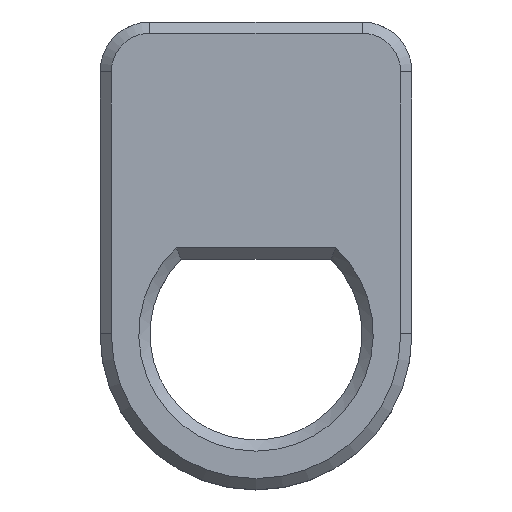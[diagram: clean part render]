
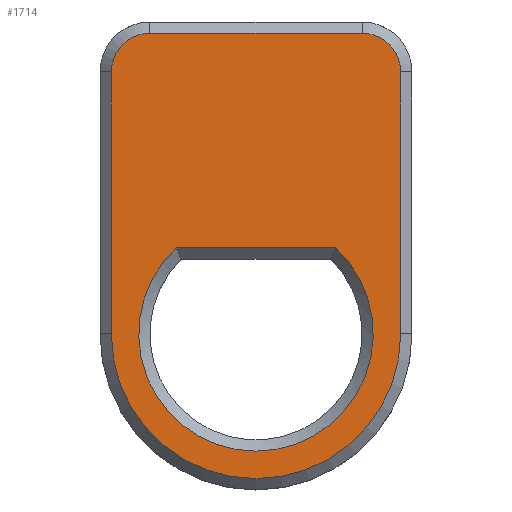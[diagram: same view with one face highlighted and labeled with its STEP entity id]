
A CAD part, top view. The second image highlights one B-rep face of the part: STEP entity #1714.
In plain terms, the highlighted planar face has unit normal (0, 0, 1).
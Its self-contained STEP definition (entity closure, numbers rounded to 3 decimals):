
#72 = PLANE('',#73);
#73 = AXIS2_PLACEMENT_3D('',#74,#75,#76);
#74 = CARTESIAN_POINT('',(-12.05,21.,4.55));
#75 = DIRECTION('',(0.707,0.,-0.707));
#76 = DIRECTION('',(-0.,1.,-0.));
#402 = CONICAL_SURFACE('',#403,4.,0.785);
#403 = AXIS2_PLACEMENT_3D('',#404,#405,#406);
#404 = CARTESIAN_POINT('',(-8.5,21.,4.1));
#405 = DIRECTION('',(-0.,-0.,-1.));
#406 = DIRECTION('',(0.,1.,0.));
#499 = VERTEX_POINT('',#500);
#500 = CARTESIAN_POINT('',(-11.6,21.,5.));
#523 = VERTEX_POINT('',#524);
#524 = CARTESIAN_POINT('',(-11.6,0.,5.));
#538 = CONICAL_SURFACE('',#539,12.5,0.785);
#539 = AXIS2_PLACEMENT_3D('',#540,#541,#542);
#540 = CARTESIAN_POINT('',(0.,0.,4.1));
#541 = DIRECTION('',(-0.,-0.,-1.));
#542 = DIRECTION('',(-1.,0.,0.));
#550 = EDGE_CURVE('',#499,#523,#551,.T.);
#551 = SURFACE_CURVE('',#552,(#556,#563),.PCURVE_S1.);
#552 = LINE('',#553,#554);
#553 = CARTESIAN_POINT('',(-11.6,21.,5.));
#554 = VECTOR('',#555,1.);
#555 = DIRECTION('',(0.,-1.,0.));
#556 = PCURVE('',#72,#557);
#557 = DEFINITIONAL_REPRESENTATION('',(#558),#562);
#558 = LINE('',#559,#560);
#559 = CARTESIAN_POINT('',(-0.,0.636));
#560 = VECTOR('',#561,1.);
#561 = DIRECTION('',(-1.,0.));
#562 = ( GEOMETRIC_REPRESENTATION_CONTEXT(2) 
PARAMETRIC_REPRESENTATION_CONTEXT() REPRESENTATION_CONTEXT('2D SPACE',''
  ) );
#563 = PCURVE('',#564,#569);
#564 = PLANE('',#565);
#565 = AXIS2_PLACEMENT_3D('',#566,#567,#568);
#566 = CARTESIAN_POINT('',(0.,5.649,5.));
#567 = DIRECTION('',(0.,0.,1.));
#568 = DIRECTION('',(1.,0.,0.));
#569 = DEFINITIONAL_REPRESENTATION('',(#570),#574);
#570 = LINE('',#571,#572);
#571 = CARTESIAN_POINT('',(-11.6,15.351));
#572 = VECTOR('',#573,1.);
#573 = DIRECTION('',(0.,-1.));
#574 = ( GEOMETRIC_REPRESENTATION_CONTEXT(2) 
PARAMETRIC_REPRESENTATION_CONTEXT() REPRESENTATION_CONTEXT('2D SPACE',''
  ) );
#713 = VERTEX_POINT('',#714);
#714 = CARTESIAN_POINT('',(-8.5,24.1,5.));
#728 = PLANE('',#729);
#729 = AXIS2_PLACEMENT_3D('',#730,#731,#732);
#730 = CARTESIAN_POINT('',(8.5,24.55,4.55));
#731 = DIRECTION('',(0.,-0.707,-0.707));
#732 = DIRECTION('',(1.,-0.,-0.));
#742 = EDGE_CURVE('',#713,#499,#743,.T.);
#743 = SURFACE_CURVE('',#744,(#749,#756),.PCURVE_S1.);
#744 = CIRCLE('',#745,3.1);
#745 = AXIS2_PLACEMENT_3D('',#746,#747,#748);
#746 = CARTESIAN_POINT('',(-8.5,21.,5.));
#747 = DIRECTION('',(0.,0.,1.));
#748 = DIRECTION('',(0.,1.,0.));
#749 = PCURVE('',#402,#750);
#750 = DEFINITIONAL_REPRESENTATION('',(#751),#755);
#751 = LINE('',#752,#753);
#752 = CARTESIAN_POINT('',(-0.,-0.9));
#753 = VECTOR('',#754,1.);
#754 = DIRECTION('',(-1.,-0.));
#755 = ( GEOMETRIC_REPRESENTATION_CONTEXT(2) 
PARAMETRIC_REPRESENTATION_CONTEXT() REPRESENTATION_CONTEXT('2D SPACE',''
  ) );
#756 = PCURVE('',#564,#757);
#757 = DEFINITIONAL_REPRESENTATION('',(#758),#762);
#758 = CIRCLE('',#759,3.1);
#759 = AXIS2_PLACEMENT_2D('',#760,#761);
#760 = CARTESIAN_POINT('',(-8.5,15.351));
#761 = DIRECTION('',(0.,1.));
#762 = ( GEOMETRIC_REPRESENTATION_CONTEXT(2) 
PARAMETRIC_REPRESENTATION_CONTEXT() REPRESENTATION_CONTEXT('2D SPACE',''
  ) );
#1714 = ADVANCED_FACE('',(#1715,#1821),#564,.T.);
#1715 = FACE_BOUND('',#1716,.T.);
#1716 = EDGE_LOOP('',(#1717,#1718,#1742,#1770,#1799,#1820));
#1717 = ORIENTED_EDGE('',*,*,#550,.T.);
#1718 = ORIENTED_EDGE('',*,*,#1719,.T.);
#1719 = EDGE_CURVE('',#523,#1720,#1722,.T.);
#1720 = VERTEX_POINT('',#1721);
#1721 = CARTESIAN_POINT('',(11.6,0.,5.));
#1722 = SURFACE_CURVE('',#1723,(#1728,#1735),.PCURVE_S1.);
#1723 = CIRCLE('',#1724,11.6);
#1724 = AXIS2_PLACEMENT_3D('',#1725,#1726,#1727);
#1725 = CARTESIAN_POINT('',(0.,0.,5.));
#1726 = DIRECTION('',(0.,0.,1.));
#1727 = DIRECTION('',(-1.,0.,0.));
#1728 = PCURVE('',#564,#1729);
#1729 = DEFINITIONAL_REPRESENTATION('',(#1730),#1734);
#1730 = CIRCLE('',#1731,11.6);
#1731 = AXIS2_PLACEMENT_2D('',#1732,#1733);
#1732 = CARTESIAN_POINT('',(0.,-5.649));
#1733 = DIRECTION('',(-1.,0.));
#1734 = ( GEOMETRIC_REPRESENTATION_CONTEXT(2) 
PARAMETRIC_REPRESENTATION_CONTEXT() REPRESENTATION_CONTEXT('2D SPACE',''
  ) );
#1735 = PCURVE('',#538,#1736);
#1736 = DEFINITIONAL_REPRESENTATION('',(#1737),#1741);
#1737 = LINE('',#1738,#1739);
#1738 = CARTESIAN_POINT('',(-0.,-0.9));
#1739 = VECTOR('',#1740,1.);
#1740 = DIRECTION('',(-1.,-0.));
#1741 = ( GEOMETRIC_REPRESENTATION_CONTEXT(2) 
PARAMETRIC_REPRESENTATION_CONTEXT() REPRESENTATION_CONTEXT('2D SPACE',''
  ) );
#1742 = ORIENTED_EDGE('',*,*,#1743,.T.);
#1743 = EDGE_CURVE('',#1720,#1744,#1746,.T.);
#1744 = VERTEX_POINT('',#1745);
#1745 = CARTESIAN_POINT('',(11.6,21.,5.));
#1746 = SURFACE_CURVE('',#1747,(#1751,#1758),.PCURVE_S1.);
#1747 = LINE('',#1748,#1749);
#1748 = CARTESIAN_POINT('',(11.6,0.,5.));
#1749 = VECTOR('',#1750,1.);
#1750 = DIRECTION('',(0.,1.,0.));
#1751 = PCURVE('',#564,#1752);
#1752 = DEFINITIONAL_REPRESENTATION('',(#1753),#1757);
#1753 = LINE('',#1754,#1755);
#1754 = CARTESIAN_POINT('',(11.6,-5.649));
#1755 = VECTOR('',#1756,1.);
#1756 = DIRECTION('',(0.,1.));
#1757 = ( GEOMETRIC_REPRESENTATION_CONTEXT(2) 
PARAMETRIC_REPRESENTATION_CONTEXT() REPRESENTATION_CONTEXT('2D SPACE',''
  ) );
#1758 = PCURVE('',#1759,#1764);
#1759 = PLANE('',#1760);
#1760 = AXIS2_PLACEMENT_3D('',#1761,#1762,#1763);
#1761 = CARTESIAN_POINT('',(12.05,0.,4.55));
#1762 = DIRECTION('',(-0.707,0.,-0.707));
#1763 = DIRECTION('',(-0.,-1.,-0.));
#1764 = DEFINITIONAL_REPRESENTATION('',(#1765),#1769);
#1765 = LINE('',#1766,#1767);
#1766 = CARTESIAN_POINT('',(-0.,0.636));
#1767 = VECTOR('',#1768,1.);
#1768 = DIRECTION('',(-1.,0.));
#1769 = ( GEOMETRIC_REPRESENTATION_CONTEXT(2) 
PARAMETRIC_REPRESENTATION_CONTEXT() REPRESENTATION_CONTEXT('2D SPACE',''
  ) );
#1770 = ORIENTED_EDGE('',*,*,#1771,.T.);
#1771 = EDGE_CURVE('',#1744,#1772,#1774,.T.);
#1772 = VERTEX_POINT('',#1773);
#1773 = CARTESIAN_POINT('',(8.5,24.1,5.));
#1774 = SURFACE_CURVE('',#1775,(#1780,#1787),.PCURVE_S1.);
#1775 = CIRCLE('',#1776,3.1);
#1776 = AXIS2_PLACEMENT_3D('',#1777,#1778,#1779);
#1777 = CARTESIAN_POINT('',(8.5,21.,5.));
#1778 = DIRECTION('',(0.,-0.,1.));
#1779 = DIRECTION('',(1.,0.,0.));
#1780 = PCURVE('',#564,#1781);
#1781 = DEFINITIONAL_REPRESENTATION('',(#1782),#1786);
#1782 = CIRCLE('',#1783,3.1);
#1783 = AXIS2_PLACEMENT_2D('',#1784,#1785);
#1784 = CARTESIAN_POINT('',(8.5,15.351));
#1785 = DIRECTION('',(1.,0.));
#1786 = ( GEOMETRIC_REPRESENTATION_CONTEXT(2) 
PARAMETRIC_REPRESENTATION_CONTEXT() REPRESENTATION_CONTEXT('2D SPACE',''
  ) );
#1787 = PCURVE('',#1788,#1793);
#1788 = CONICAL_SURFACE('',#1789,4.,0.785);
#1789 = AXIS2_PLACEMENT_3D('',#1790,#1791,#1792);
#1790 = CARTESIAN_POINT('',(8.5,21.,4.1));
#1791 = DIRECTION('',(-0.,-0.,-1.));
#1792 = DIRECTION('',(1.,0.,0.));
#1793 = DEFINITIONAL_REPRESENTATION('',(#1794),#1798);
#1794 = LINE('',#1795,#1796);
#1795 = CARTESIAN_POINT('',(-0.,-0.9));
#1796 = VECTOR('',#1797,1.);
#1797 = DIRECTION('',(-1.,-0.));
#1798 = ( GEOMETRIC_REPRESENTATION_CONTEXT(2) 
PARAMETRIC_REPRESENTATION_CONTEXT() REPRESENTATION_CONTEXT('2D SPACE',''
  ) );
#1799 = ORIENTED_EDGE('',*,*,#1800,.T.);
#1800 = EDGE_CURVE('',#1772,#713,#1801,.T.);
#1801 = SURFACE_CURVE('',#1802,(#1806,#1813),.PCURVE_S1.);
#1802 = LINE('',#1803,#1804);
#1803 = CARTESIAN_POINT('',(8.5,24.1,5.));
#1804 = VECTOR('',#1805,1.);
#1805 = DIRECTION('',(-1.,0.,0.));
#1806 = PCURVE('',#564,#1807);
#1807 = DEFINITIONAL_REPRESENTATION('',(#1808),#1812);
#1808 = LINE('',#1809,#1810);
#1809 = CARTESIAN_POINT('',(8.5,18.451));
#1810 = VECTOR('',#1811,1.);
#1811 = DIRECTION('',(-1.,0.));
#1812 = ( GEOMETRIC_REPRESENTATION_CONTEXT(2) 
PARAMETRIC_REPRESENTATION_CONTEXT() REPRESENTATION_CONTEXT('2D SPACE',''
  ) );
#1813 = PCURVE('',#728,#1814);
#1814 = DEFINITIONAL_REPRESENTATION('',(#1815),#1819);
#1815 = LINE('',#1816,#1817);
#1816 = CARTESIAN_POINT('',(-0.,0.636));
#1817 = VECTOR('',#1818,1.);
#1818 = DIRECTION('',(-1.,0.));
#1819 = ( GEOMETRIC_REPRESENTATION_CONTEXT(2) 
PARAMETRIC_REPRESENTATION_CONTEXT() REPRESENTATION_CONTEXT('2D SPACE',''
  ) );
#1820 = ORIENTED_EDGE('',*,*,#742,.T.);
#1821 = FACE_BOUND('',#1822,.T.);
#1822 = EDGE_LOOP('',(#1823,#1854));
#1823 = ORIENTED_EDGE('',*,*,#1824,.F.);
#1824 = EDGE_CURVE('',#1825,#1827,#1829,.T.);
#1825 = VERTEX_POINT('',#1826);
#1826 = CARTESIAN_POINT('',(-6.384,6.9,5.));
#1827 = VERTEX_POINT('',#1828);
#1828 = CARTESIAN_POINT('',(6.384,6.9,5.));
#1829 = SURFACE_CURVE('',#1830,(#1835,#1842),.PCURVE_S1.);
#1830 = CIRCLE('',#1831,9.4);
#1831 = AXIS2_PLACEMENT_3D('',#1832,#1833,#1834);
#1832 = CARTESIAN_POINT('',(0.,0.,5.));
#1833 = DIRECTION('',(0.,0.,1.));
#1834 = DIRECTION('',(-0.708,0.706,0.));
#1835 = PCURVE('',#564,#1836);
#1836 = DEFINITIONAL_REPRESENTATION('',(#1837),#1841);
#1837 = CIRCLE('',#1838,9.4);
#1838 = AXIS2_PLACEMENT_2D('',#1839,#1840);
#1839 = CARTESIAN_POINT('',(0.,-5.649));
#1840 = DIRECTION('',(-0.708,0.706));
#1841 = ( GEOMETRIC_REPRESENTATION_CONTEXT(2) 
PARAMETRIC_REPRESENTATION_CONTEXT() REPRESENTATION_CONTEXT('2D SPACE',''
  ) );
#1842 = PCURVE('',#1843,#1848);
#1843 = CONICAL_SURFACE('',#1844,8.5,0.785);
#1844 = AXIS2_PLACEMENT_3D('',#1845,#1846,#1847);
#1845 = CARTESIAN_POINT('',(0.,0.,4.1));
#1846 = DIRECTION('',(0.,0.,1.));
#1847 = DIRECTION('',(-0.708,0.706,0.));
#1848 = DEFINITIONAL_REPRESENTATION('',(#1849),#1853);
#1849 = LINE('',#1850,#1851);
#1850 = CARTESIAN_POINT('',(-0.,0.9));
#1851 = VECTOR('',#1852,1.);
#1852 = DIRECTION('',(1.,-0.));
#1853 = ( GEOMETRIC_REPRESENTATION_CONTEXT(2) 
PARAMETRIC_REPRESENTATION_CONTEXT() REPRESENTATION_CONTEXT('2D SPACE',''
  ) );
#1854 = ORIENTED_EDGE('',*,*,#1855,.T.);
#1855 = EDGE_CURVE('',#1825,#1827,#1856,.T.);
#1856 = SURFACE_CURVE('',#1857,(#1861,#1868),.PCURVE_S1.);
#1857 = LINE('',#1858,#1859);
#1858 = CARTESIAN_POINT('',(-6.021,6.9,5.));
#1859 = VECTOR('',#1860,1.);
#1860 = DIRECTION('',(1.,0.,0.));
#1861 = PCURVE('',#564,#1862);
#1862 = DEFINITIONAL_REPRESENTATION('',(#1863),#1867);
#1863 = LINE('',#1864,#1865);
#1864 = CARTESIAN_POINT('',(-6.021,1.251));
#1865 = VECTOR('',#1866,1.);
#1866 = DIRECTION('',(1.,0.));
#1867 = ( GEOMETRIC_REPRESENTATION_CONTEXT(2) 
PARAMETRIC_REPRESENTATION_CONTEXT() REPRESENTATION_CONTEXT('2D SPACE',''
  ) );
#1868 = PCURVE('',#1869,#1874);
#1869 = PLANE('',#1870);
#1870 = AXIS2_PLACEMENT_3D('',#1871,#1872,#1873);
#1871 = CARTESIAN_POINT('',(-6.021,6.45,4.55));
#1872 = DIRECTION('',(0.,0.707,-0.707));
#1873 = DIRECTION('',(1.,0.,0.));
#1874 = DEFINITIONAL_REPRESENTATION('',(#1875),#1879);
#1875 = LINE('',#1876,#1877);
#1876 = CARTESIAN_POINT('',(0.,-0.636));
#1877 = VECTOR('',#1878,1.);
#1878 = DIRECTION('',(1.,0.));
#1879 = ( GEOMETRIC_REPRESENTATION_CONTEXT(2) 
PARAMETRIC_REPRESENTATION_CONTEXT() REPRESENTATION_CONTEXT('2D SPACE',''
  ) );
